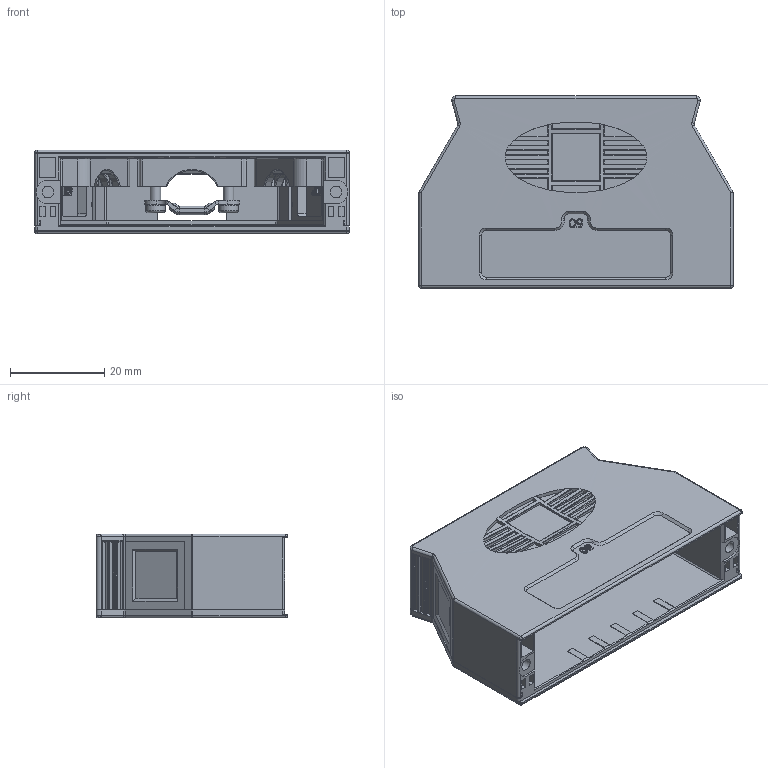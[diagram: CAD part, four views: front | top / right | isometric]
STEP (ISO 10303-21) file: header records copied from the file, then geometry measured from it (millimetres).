
FILE_DESCRIPTION(/* description */ (''),/* implementation_level */ '2;1');
FILE_NAME(/* name */ '100831572ugm000_a.stp',/* time_stamp */ '2019-06-20T04:15:40+02:00',/* author */ (''),/* organization */ (''),/* preprocessor_version */ 'ST-DEVELOPER v16.7',/* originating_system */ 'SIEMENS PLM Software NX 12.0',/* authorisation */ '');
FILE_SCHEMA (('AUTOMOTIVE_DESIGN { 1 0 10303 214 3 1 1 1 }'));
Products named in the file (1): 100831572ugm000_a
Bounding box: 66.6 x 40.7 x 17.8 mm (x, y, z)
Volume: 15420.9 mm3; surface area: 19307.1 mm2
Topology: 2 solids, 10 shells, 1657 faces, 4398 edges, 2804 vertices
Faces by surface type: plane 938, cylinder 366, bspline 153, torus 86, extrusion 58, cone 48, sphere 8
Full cylindrical faces by diameter (mm): 0.8 x1, 1.2 x1, 1.8 x10, 2.2 x6, 2.4 x4, 2.5 x4, 3.6 x2, 3.7 x4, 4 x6, 4.15 x2
Entity records: 68451 total; most frequent: CARTESIAN_POINT 17642, ORIENTED_EDGE 8590, DIRECTION 7411, EDGE_CURVE 4295, VERTEX_POINT 2772, VECTOR 2509, LINE 2451, AXIS2_PLACEMENT_3D 2451
